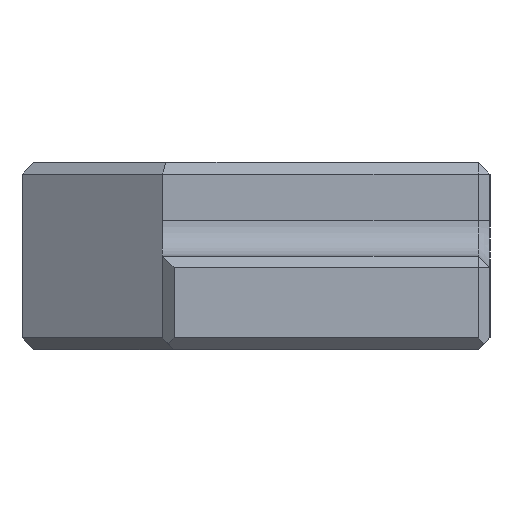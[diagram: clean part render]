
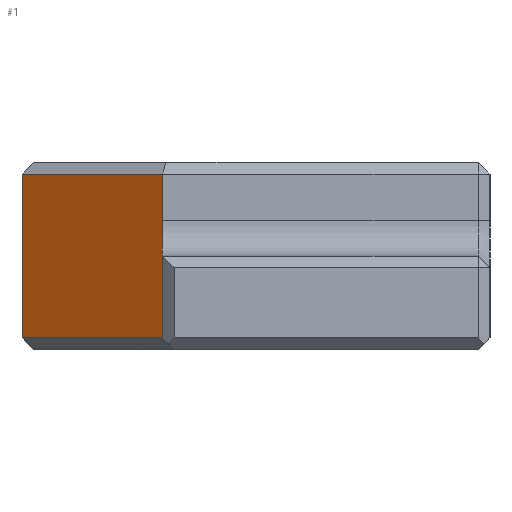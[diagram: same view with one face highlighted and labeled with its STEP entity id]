
A CAD part, left-side view. The second image highlights one B-rep face of the part: STEP entity #1.
In plain terms, the highlighted planar face has unit normal (-0.832, 0.555, 0).
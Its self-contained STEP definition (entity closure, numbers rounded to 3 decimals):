
#1 = ADVANCED_FACE ( 'NONE', ( #4785 ), #5349, .F. ) ;
#44 = DIRECTION ( 'NONE',  ( -0.555, -0.832, 0. ) ) ;
#233 = CARTESIAN_POINT ( 'NONE',  ( 8., 14., 1.5 ) ) ;
#713 = VECTOR ( 'NONE', #5632, 1000. ) ;
#946 = ORIENTED_EDGE ( 'NONE', *, *, #6235, .T. ) ;
#1082 = ORIENTED_EDGE ( 'NONE', *, *, #3231, .T. ) ;
#1196 = ORIENTED_EDGE ( 'NONE', *, *, #1860, .F. ) ;
#1297 = CARTESIAN_POINT ( 'NONE',  ( 8., 14., -4.001 ) ) ;
#1304 = VECTOR ( 'NONE', #6644, 1000. ) ;
#1400 = DIRECTION ( 'NONE',  ( 0.832, -0.555, 0. ) ) ;
#1694 = CARTESIAN_POINT ( 'NONE',  ( 12., 20., 3.5 ) ) ;
#1860 = EDGE_CURVE ( 'NONE', #5743, #5401, #2438, .T. ) ;
#2438 = LINE ( 'NONE', #7031, #1304 ) ;
#2758 = DIRECTION ( 'NONE',  ( 0., 0., -1. ) ) ;
#2873 = LINE ( 'NONE', #6212, #6617 ) ;
#2961 = LINE ( 'NONE', #5269, #3473 ) ;
#3231 = EDGE_CURVE ( 'NONE', #7038, #5401, #4916, .T. ) ;
#3473 = VECTOR ( 'NONE', #44, 1000. ) ;
#3614 = LINE ( 'NONE', #1297, #4087 ) ;
#3718 = DIRECTION ( 'NONE',  ( 0.555, 0.832, 0. ) ) ;
#3736 = AXIS2_PLACEMENT_3D ( 'NONE', #4188, #1400, #3718 ) ;
#3784 = CARTESIAN_POINT ( 'NONE',  ( 8., 14., 3.5 ) ) ;
#4087 = VECTOR ( 'NONE', #7200, 1000. ) ;
#4125 = EDGE_LOOP ( 'NONE', ( #5755, #1082, #1196, #946, #6829 ) ) ;
#4188 = CARTESIAN_POINT ( 'NONE',  ( 8., 14., -4.001 ) ) ;
#4581 = VERTEX_POINT ( 'NONE', #233 ) ;
#4785 = FACE_OUTER_BOUND ( 'NONE', #4125, .T. ) ;
#4916 = LINE ( 'NONE', #3784, #713 ) ;
#5077 = EDGE_CURVE ( 'NONE', #4581, #7415, #2873, .T. ) ;
#5127 = CARTESIAN_POINT ( 'NONE',  ( 8., 14., -3.5 ) ) ;
#5269 = CARTESIAN_POINT ( 'NONE',  ( 8., 14., -3.5 ) ) ;
#5349 = PLANE ( 'NONE',  #3736 ) ;
#5401 = VERTEX_POINT ( 'NONE', #1694 ) ;
#5486 = CARTESIAN_POINT ( 'NONE',  ( 8., 14., 3.5 ) ) ;
#5616 = CARTESIAN_POINT ( 'NONE',  ( 12., 20., -3.5 ) ) ;
#5632 = DIRECTION ( 'NONE',  ( 0.555, 0.832, 0. ) ) ;
#5743 = VERTEX_POINT ( 'NONE', #5616 ) ;
#5755 = ORIENTED_EDGE ( 'NONE', *, *, #6510, .T. ) ;
#6212 = CARTESIAN_POINT ( 'NONE',  ( 8., 14., -4. ) ) ;
#6235 = EDGE_CURVE ( 'NONE', #5743, #7415, #2961, .T. ) ;
#6510 = EDGE_CURVE ( 'NONE', #4581, #7038, #3614, .T. ) ;
#6617 = VECTOR ( 'NONE', #2758, 1000. ) ;
#6644 = DIRECTION ( 'NONE',  ( 0., 0., 1. ) ) ;
#6829 = ORIENTED_EDGE ( 'NONE', *, *, #5077, .F. ) ;
#7031 = CARTESIAN_POINT ( 'NONE',  ( 12., 20., -4.001 ) ) ;
#7038 = VERTEX_POINT ( 'NONE', #5486 ) ;
#7200 = DIRECTION ( 'NONE',  ( 0., 0., 1. ) ) ;
#7415 = VERTEX_POINT ( 'NONE', #5127 ) ;
